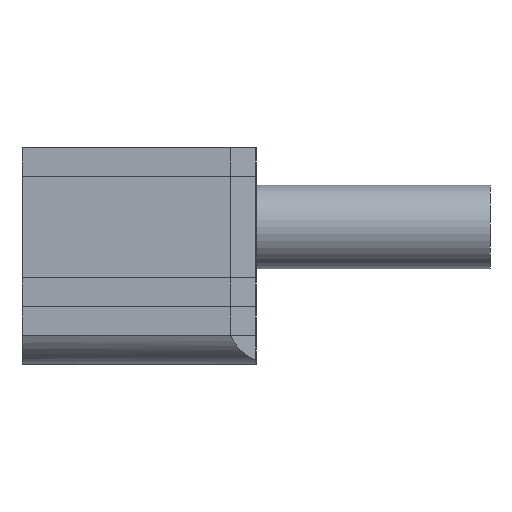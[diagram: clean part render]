
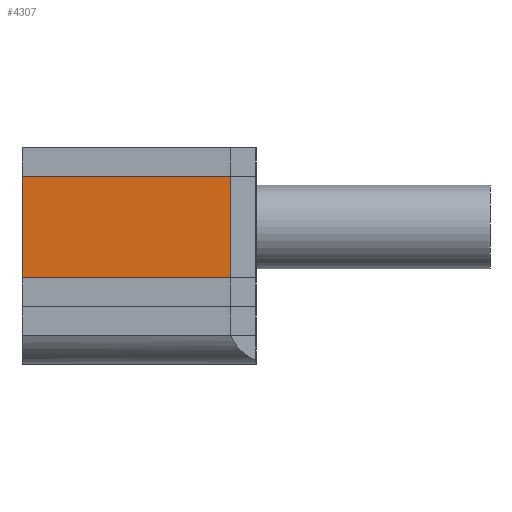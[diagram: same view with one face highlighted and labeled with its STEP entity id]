
A CAD part, left-side view. The second image highlights one B-rep face of the part: STEP entity #4307.
In plain terms, the highlighted face is planar.
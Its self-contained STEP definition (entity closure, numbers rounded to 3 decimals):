
#41 = EDGE_CURVE ( 'NONE', #3607, #92, #1114, .T. ) ;
#92 = VERTEX_POINT ( 'NONE', #2826 ) ;
#112 = VECTOR ( 'NONE', #1726, 1000. ) ;
#250 = CARTESIAN_POINT ( 'NONE',  ( 2.6, -4.2, -10. ) ) ;
#353 = DIRECTION ( 'NONE',  ( 0., -1., 0. ) ) ;
#756 = CARTESIAN_POINT ( 'NONE',  ( 2.6, 0., -10. ) ) ;
#774 = PLANE ( 'NONE',  #949 ) ;
#949 = AXIS2_PLACEMENT_3D ( 'NONE', #756, #3793, #3486 ) ;
#1053 = CARTESIAN_POINT ( 'NONE',  ( 2.6, 0., -10. ) ) ;
#1114 = LINE ( 'NONE', #3483, #112 ) ;
#1143 = ORIENTED_EDGE ( 'NONE', *, *, #4084, .T. ) ;
#1215 = EDGE_LOOP ( 'NONE', ( #1143, #2970, #3845, #2607 ) ) ;
#1281 = CARTESIAN_POINT ( 'NONE',  ( 2.6, -4.2, -10. ) ) ;
#1391 = CARTESIAN_POINT ( 'NONE',  ( -2.6, -4.2, -10. ) ) ;
#1726 = DIRECTION ( 'NONE',  ( -1., 0., 0. ) ) ;
#1734 = VERTEX_POINT ( 'NONE', #1391 ) ;
#1767 = FACE_OUTER_BOUND ( 'NONE', #1215, .T. ) ;
#2046 = CARTESIAN_POINT ( 'NONE',  ( -2.6, 0., -10. ) ) ;
#2065 = DIRECTION ( 'NONE',  ( 0., -1., 0. ) ) ;
#2163 = VERTEX_POINT ( 'NONE', #250 ) ;
#2406 = CARTESIAN_POINT ( 'NONE',  ( 2.6, 6.5, -10. ) ) ;
#2493 = VECTOR ( 'NONE', #4359, 1000. ) ;
#2602 = EDGE_CURVE ( 'NONE', #92, #1734, #3363, .T. ) ;
#2607 = ORIENTED_EDGE ( 'NONE', *, *, #41, .F. ) ;
#2688 = LINE ( 'NONE', #1053, #4110 ) ;
#2826 = CARTESIAN_POINT ( 'NONE',  ( -2.6, 6.5, -10. ) ) ;
#2970 = ORIENTED_EDGE ( 'NONE', *, *, #3214, .T. ) ;
#3118 = VECTOR ( 'NONE', #353, 1000. ) ;
#3214 = EDGE_CURVE ( 'NONE', #2163, #1734, #3667, .T. ) ;
#3363 = LINE ( 'NONE', #2046, #3118 ) ;
#3483 = CARTESIAN_POINT ( 'NONE',  ( 2.6, 6.5, -10. ) ) ;
#3486 = DIRECTION ( 'NONE',  ( -1., 0., 0. ) ) ;
#3607 = VERTEX_POINT ( 'NONE', #2406 ) ;
#3667 = LINE ( 'NONE', #1281, #2493 ) ;
#3793 = DIRECTION ( 'NONE',  ( 0., 0., -1. ) ) ;
#3845 = ORIENTED_EDGE ( 'NONE', *, *, #2602, .F. ) ;
#4084 = EDGE_CURVE ( 'NONE', #3607, #2163, #2688, .T. ) ;
#4110 = VECTOR ( 'NONE', #2065, 1000. ) ;
#4307 = ADVANCED_FACE ( 'NONE', ( #1767 ), #774, .T. ) ;
#4359 = DIRECTION ( 'NONE',  ( -1., 0., 0. ) ) ;
